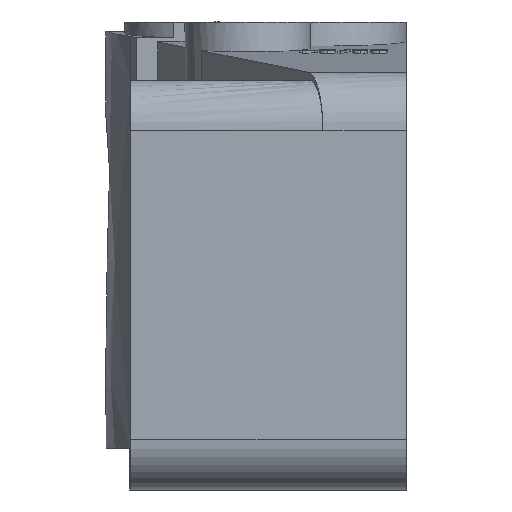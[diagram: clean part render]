
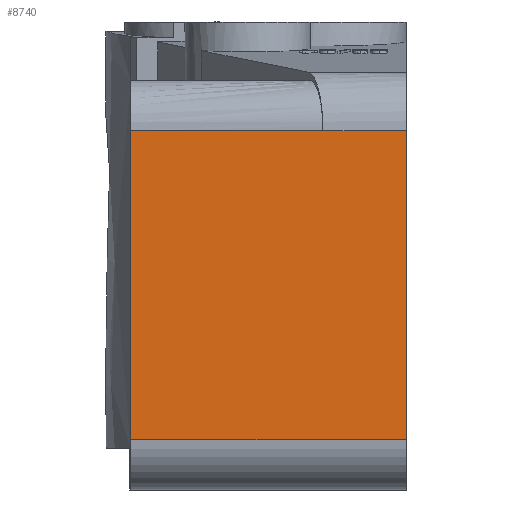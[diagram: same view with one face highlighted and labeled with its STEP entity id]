
A CAD part, left-side view. The second image highlights one B-rep face of the part: STEP entity #8740.
In plain terms, the highlighted free-form (B-spline) face has degree [1, 1] with [2, 2] control points.
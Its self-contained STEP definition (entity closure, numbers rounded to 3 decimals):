
#6322=CARTESIAN_POINT('',(-133.2,10.,43.0));
#6323=VERTEX_POINT('',#6322);
#6477=CARTESIAN_POINT('',(-133.2,33.0,6.));
#6478=VERTEX_POINT('',#6477);
#6486=CARTESIAN_POINT('',(-133.2,33.0,43.));
#6487=VERTEX_POINT('',#6486);
#6488=CARTESIAN_POINT('',(-133.2,33.0,6.));
#6489=DIRECTION('',(0.0,0.0,1.0));
#6490=VECTOR('',#6489,37.);
#6491=LINE('',#6488,#6490);
#6492=EDGE_CURVE('',#6478,#6487,#6491,.T.);
#8462=CARTESIAN_POINT('',(-133.2,0.0,43.));
#8463=VERTEX_POINT('',#8462);
#8471=CARTESIAN_POINT('',(-133.2,0.0,6.));
#8472=VERTEX_POINT('',#8471);
#8473=CARTESIAN_POINT('',(-133.2,0.0,6.));
#8474=DIRECTION('',(0.0,0.0,1.0));
#8475=VECTOR('',#8474,37.);
#8476=LINE('',#8473,#8475);
#8477=EDGE_CURVE('',#8472,#8463,#8476,.T.);
#8709=CARTESIAN_POINT('',(-133.2,10.,43.));
#8710=DIRECTION('',(0.0,1.0,0.0));
#8711=VECTOR('',#8710,23.);
#8712=LINE('',#8709,#8711);
#8713=EDGE_CURVE('',#6323,#6487,#8712,.T.);
#8718=CARTESIAN_POINT('',(-133.2,0.0,6.));
#8719=CARTESIAN_POINT('',(-133.2,0.0,43.));
#8720=CARTESIAN_POINT('',(-133.2,33.0,6.));
#8721=CARTESIAN_POINT('',(-133.2,33.0,43.));
#8722=B_SPLINE_SURFACE_WITH_KNOTS('',1,1,((#8718,#8720),(#8719,#8721)),.UNSPECIFIED.,.F.,.F.,.U.,(2,2),(2,2),(0.0,37.),(0.0,33.0),.UNSPECIFIED.);
#8723=ORIENTED_EDGE('',*,*,#6492,.F.);
#8724=CARTESIAN_POINT('',(-133.2,0.0,6.));
#8725=DIRECTION('',(0.0,1.0,0.0));
#8726=VECTOR('',#8725,33.0);
#8727=LINE('',#8724,#8726);
#8728=EDGE_CURVE('',#8472,#6478,#8727,.T.);
#8729=ORIENTED_EDGE('',*,*,#8728,.F.);
#8730=ORIENTED_EDGE('',*,*,#8477,.T.);
#8731=CARTESIAN_POINT('',(-133.2,0.0,43.));
#8732=DIRECTION('',(0.0,1.0,0.0));
#8733=VECTOR('',#8732,10.);
#8734=LINE('',#8731,#8733);
#8735=EDGE_CURVE('',#8463,#6323,#8734,.T.);
#8736=ORIENTED_EDGE('',*,*,#8735,.T.);
#8737=ORIENTED_EDGE('',*,*,#8713,.T.);
#8738=EDGE_LOOP('',(#8723,#8729,#8730,#8736,#8737));
#8739=FACE_OUTER_BOUND('',#8738,.T.);
#8740=ADVANCED_FACE('',(#8739),#8722,.T.);
